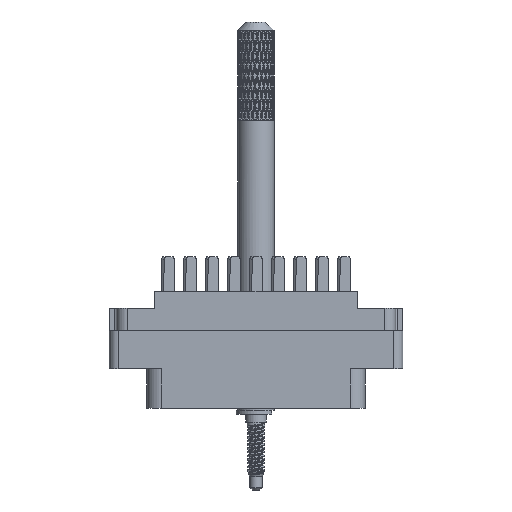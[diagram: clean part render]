
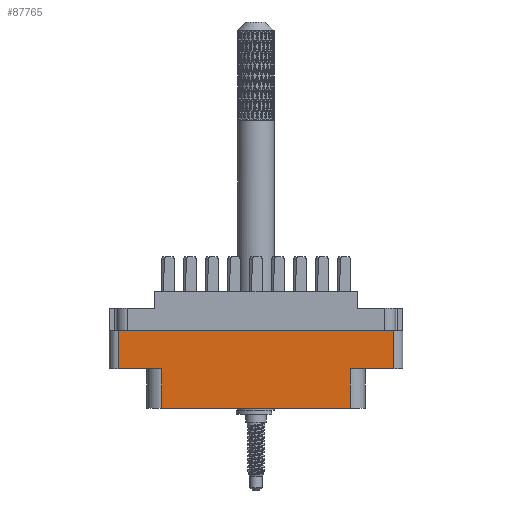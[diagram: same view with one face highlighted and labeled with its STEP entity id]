
A CAD part, front view. The second image highlights one B-rep face of the part: STEP entity #87765.
In plain terms, the highlighted planar face has unit normal (0, -1, 0).
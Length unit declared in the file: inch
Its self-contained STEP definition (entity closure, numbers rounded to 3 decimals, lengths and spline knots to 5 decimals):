
#626 = PLANE ( 'NONE',  #46985 ) ;
#1121 = EDGE_CURVE ( 'NONE', #51390, #54502, #13201, .T. ) ;
#2733 = ORIENTED_EDGE ( 'NONE', *, *, #43971, .T. ) ;
#3120 = VERTEX_POINT ( 'NONE', #42344 ) ;
#3781 = DIRECTION ( 'NONE',  ( 0., 0., 1. ) ) ;
#4117 = CARTESIAN_POINT ( 'NONE',  ( 0.938, -0.438, -0.529 ) ) ;
#4902 = DIRECTION ( 'NONE',  ( 1., 0., 0. ) ) ;
#6054 = EDGE_LOOP ( 'NONE', ( #2733, #39349, #80101, #89600, #21933, #10743, #55300, #40679 ) ) ;
#7069 = VECTOR ( 'NONE', #66311, 39.37008 ) ;
#8425 = EDGE_CURVE ( 'NONE', #86559, #79585, #28202, .T. ) ;
#8469 = EDGE_CURVE ( 'NONE', #51390, #79821, #37469, .T. ) ;
#10690 = VERTEX_POINT ( 'NONE', #66973 ) ;
#10743 = ORIENTED_EDGE ( 'NONE', *, *, #100531, .F. ) ;
#12388 = CARTESIAN_POINT ( 'NONE',  ( -0.644, -0.438, -0.529 ) ) ;
#12647 = DIRECTION ( 'NONE',  ( 0., 0., 1. ) ) ;
#13201 = LINE ( 'NONE', #76844, #70539 ) ;
#14185 = DIRECTION ( 'NONE',  ( 0., 0., -1. ) ) ;
#17125 = DIRECTION ( 'NONE',  ( -1., 0., 0. ) ) ;
#17302 = VERTEX_POINT ( 'NONE', #4117 ) ;
#19986 = CARTESIAN_POINT ( 'NONE',  ( -0.938, -0.438, -0.268 ) ) ;
#21731 = LINE ( 'NONE', #45544, #25902 ) ;
#21933 = ORIENTED_EDGE ( 'NONE', *, *, #80571, .T. ) ;
#25902 = VECTOR ( 'NONE', #68328, 39.37008 ) ;
#28033 = VECTOR ( 'NONE', #12647, 39.37008 ) ;
#28202 = LINE ( 'NONE', #75267, #28473 ) ;
#28473 = VECTOR ( 'NONE', #84540, 39.37008 ) ;
#32313 = CARTESIAN_POINT ( 'NONE',  ( -0.938, -0.438, -0.798 ) ) ;
#34765 = CARTESIAN_POINT ( 'NONE',  ( -1., -0.438, -0.268 ) ) ;
#37469 = LINE ( 'NONE', #91293, #49964 ) ;
#39349 = ORIENTED_EDGE ( 'NONE', *, *, #87443, .T. ) ;
#40679 = ORIENTED_EDGE ( 'NONE', *, *, #1121, .T. ) ;
#42344 = CARTESIAN_POINT ( 'NONE',  ( 0.938, -0.438, -0.268 ) ) ;
#43971 = EDGE_CURVE ( 'NONE', #54502, #10690, #90567, .T. ) ;
#44637 = CARTESIAN_POINT ( 'NONE',  ( -0.938, -0.438, -0.529 ) ) ;
#45544 = CARTESIAN_POINT ( 'NONE',  ( -0.938, -0.438, -0.798 ) ) ;
#46985 = AXIS2_PLACEMENT_3D ( 'NONE', #32313, #85096, #14185 ) ;
#49964 = VECTOR ( 'NONE', #3781, 39.37008 ) ;
#51290 = DIRECTION ( 'NONE',  ( 0., 0., -1. ) ) ;
#51390 = VERTEX_POINT ( 'NONE', #44637 ) ;
#54502 = VERTEX_POINT ( 'NONE', #76402 ) ;
#55300 = ORIENTED_EDGE ( 'NONE', *, *, #8469, .F. ) ;
#55599 = FACE_OUTER_BOUND ( 'NONE', #6054, .T. ) ;
#61478 = CARTESIAN_POINT ( 'NONE',  ( 0.644, -0.438, -0.798 ) ) ;
#66311 = DIRECTION ( 'NONE',  ( 1., 0., 0. ) ) ;
#66811 = LINE ( 'NONE', #73020, #86906 ) ;
#66973 = CARTESIAN_POINT ( 'NONE',  ( -0.644, -0.438, -0.798 ) ) ;
#68328 = DIRECTION ( 'NONE',  ( 1., 0., 0. ) ) ;
#70539 = VECTOR ( 'NONE', #4902, 39.37008 ) ;
#72523 = LINE ( 'NONE', #34765, #7069 ) ;
#73020 = CARTESIAN_POINT ( 'NONE',  ( 0., -0.438, -0.529 ) ) ;
#75267 = CARTESIAN_POINT ( 'NONE',  ( 0.644, -0.438, -0.529 ) ) ;
#76402 = CARTESIAN_POINT ( 'NONE',  ( -0.644, -0.438, -0.529 ) ) ;
#76844 = CARTESIAN_POINT ( 'NONE',  ( 0., -0.438, -0.529 ) ) ;
#79585 = VERTEX_POINT ( 'NONE', #61478 ) ;
#79821 = VERTEX_POINT ( 'NONE', #19986 ) ;
#80101 = ORIENTED_EDGE ( 'NONE', *, *, #8425, .F. ) ;
#80571 = EDGE_CURVE ( 'NONE', #17302, #3120, #83580, .T. ) ;
#83580 = LINE ( 'NONE', #100101, #28033 ) ;
#84540 = DIRECTION ( 'NONE',  ( 0., 0., -1. ) ) ;
#85096 = DIRECTION ( 'NONE',  ( 0., -1., 0. ) ) ;
#86559 = VERTEX_POINT ( 'NONE', #100357 ) ;
#86906 = VECTOR ( 'NONE', #17125, 39.37008 ) ;
#87443 = EDGE_CURVE ( 'NONE', #10690, #79585, #21731, .T. ) ;
#87765 = ADVANCED_FACE ( 'NONE', ( #55599 ), #626, .T. ) ;
#88698 = VECTOR ( 'NONE', #51290, 39.37008 ) ;
#89600 = ORIENTED_EDGE ( 'NONE', *, *, #89757, .F. ) ;
#89757 = EDGE_CURVE ( 'NONE', #17302, #86559, #66811, .T. ) ;
#90567 = LINE ( 'NONE', #12388, #88698 ) ;
#91293 = CARTESIAN_POINT ( 'NONE',  ( -0.938, -0.438, -0.798 ) ) ;
#100101 = CARTESIAN_POINT ( 'NONE',  ( 0.938, -0.438, -0.798 ) ) ;
#100357 = CARTESIAN_POINT ( 'NONE',  ( 0.644, -0.438, -0.529 ) ) ;
#100531 = EDGE_CURVE ( 'NONE', #79821, #3120, #72523, .T. ) ;
